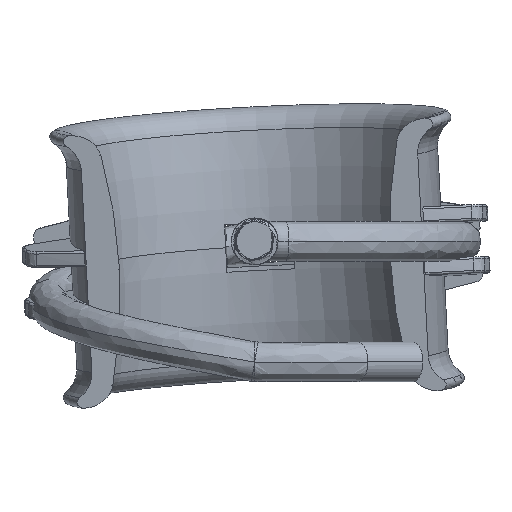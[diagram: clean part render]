
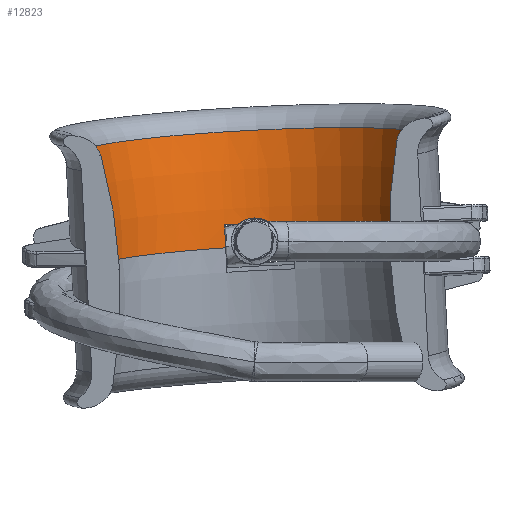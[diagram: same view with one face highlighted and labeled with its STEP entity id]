
A CAD part, front view. The second image highlights one B-rep face of the part: STEP entity #12823.
In plain terms, the highlighted toroidal (fillet/blend) face has major radius 103.012 mm and minor radius 81.712 mm.
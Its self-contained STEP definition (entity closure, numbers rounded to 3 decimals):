
#76 = DIRECTION ( 'NONE',  ( 0., 0., 1. ) ) ;
#525 = CARTESIAN_POINT ( 'NONE',  ( 0., -4.578, -4.929 ) ) ;
#1213 = CARTESIAN_POINT ( 'NONE',  ( -3.134, -4.371, 4.271 ) ) ;
#1573 = AXIS2_PLACEMENT_3D ( 'NONE', #12271, #18019, #13783 ) ;
#1668 = EDGE_CURVE ( 'NONE', #6268, #7266, #2519, .T. ) ;
#2130 = CARTESIAN_POINT ( 'NONE',  ( -15.68, -25.3, 0. ) ) ;
#2304 = ORIENTED_EDGE ( 'NONE', *, *, #7203, .T. ) ;
#2519 = B_SPLINE_CURVE_WITH_KNOTS ( 'NONE', 3,
 ( #4721, #6311, #7731, #4902 ),
 .UNSPECIFIED., .F., .F.,
 ( 4, 4 ),
 ( 0.018, 0.021 ),
 .UNSPECIFIED. ) ;
#2911 = CARTESIAN_POINT ( 'NONE',  ( -2.09, -4.412, 4.271 ) ) ;
#3158 = AXIS2_PLACEMENT_3D ( 'NONE', #5358, #5448, #16851 ) ;
#3321 = DIRECTION ( 'NONE',  ( -1., 0., 0. ) ) ;
#3423 = CIRCLE ( 'NONE', #11871, 21.36 ) ;
#3449 = B_SPLINE_CURVE_WITH_KNOTS ( 'NONE', 3,
 ( #1213, #2911, #4141, #8647 ),
 .UNSPECIFIED., .F., .F.,
 ( 4, 4 ),
 ( 0.015, 0.018 ),
 .UNSPECIFIED. ) ;
#3538 = DIRECTION ( 'NONE',  ( 0., 0., -1. ) ) ;
#3596 = CARTESIAN_POINT ( 'NONE',  ( 0., -25.3, -21.3 ) ) ;
#3870 = EDGE_CURVE ( 'NONE', #7266, #7178, #3423, .T. ) ;
#4141 = CARTESIAN_POINT ( 'NONE',  ( -1.046, -4.433, 4.271 ) ) ;
#4721 = CARTESIAN_POINT ( 'NONE',  ( 0., -4.578, -4.929 ) ) ;
#4902 = CARTESIAN_POINT ( 'NONE',  ( -3.134, -4.516, -4.929 ) ) ;
#5142 = DIRECTION ( 'NONE',  ( 0., 0., 1. ) ) ;
#5358 = CARTESIAN_POINT ( 'NONE',  ( 0., -25.3, 103.012 ) ) ;
#5448 = DIRECTION ( 'NONE',  ( 0., -1., 0. ) ) ;
#5490 = VERTEX_POINT ( 'NONE', #14271 ) ;
#6145 = CARTESIAN_POINT ( 'NONE',  ( -15.68, -25.3, 22.819 ) ) ;
#6268 = VERTEX_POINT ( 'NONE', #525 ) ;
#6311 = CARTESIAN_POINT ( 'NONE',  ( -1.043, -4.578, -4.929 ) ) ;
#6705 = ORIENTED_EDGE ( 'NONE', *, *, #14992, .F. ) ;
#6744 = VERTEX_POINT ( 'NONE', #12642 ) ;
#7086 = VERTEX_POINT ( 'NONE', #8186 ) ;
#7178 = VERTEX_POINT ( 'NONE', #13764 ) ;
#7203 = EDGE_CURVE ( 'NONE', #7178, #6744, #3449, .T. ) ;
#7266 = VERTEX_POINT ( 'NONE', #12904 ) ;
#7377 = CARTESIAN_POINT ( 'NONE',  ( 0., -25.3, 0. ) ) ;
#7731 = CARTESIAN_POINT ( 'NONE',  ( -2.088, -4.558, -4.929 ) ) ;
#7886 = ORIENTED_EDGE ( 'NONE', *, *, #3870, .T. ) ;
#8141 = CARTESIAN_POINT ( 'NONE',  ( -3.134, -25.3, 0. ) ) ;
#8186 = CARTESIAN_POINT ( 'NONE',  ( -15.68, -25.3, -22.819 ) ) ;
#8451 = EDGE_CURVE ( 'NONE', #7086, #12584, #9845, .T. ) ;
#8647 = CARTESIAN_POINT ( 'NONE',  ( 0., -4.433, 4.271 ) ) ;
#9567 = EDGE_LOOP ( 'NONE', ( #14162, #11698, #11336, #16925, #6705, #11365, #7886, #2304 ) ) ;
#9684 = CIRCLE ( 'NONE', #1573, 21.3 ) ;
#9845 = CIRCLE ( 'NONE', #16464, 81.712 ) ;
#10034 = EDGE_CURVE ( 'NONE', #11152, #7086, #13168, .T. ) ;
#10398 = FACE_OUTER_BOUND ( 'NONE', #9567, .T. ) ;
#11152 = VERTEX_POINT ( 'NONE', #6145 ) ;
#11336 = ORIENTED_EDGE ( 'NONE', *, *, #10034, .T. ) ;
#11365 = ORIENTED_EDGE ( 'NONE', *, *, #1668, .T. ) ;
#11698 = ORIENTED_EDGE ( 'NONE', *, *, #16223, .F. ) ;
#11871 = AXIS2_PLACEMENT_3D ( 'NONE', #8141, #18050, #3538 ) ;
#12271 = CARTESIAN_POINT ( 'NONE',  ( 0., -25.3, 0. ) ) ;
#12584 = VERTEX_POINT ( 'NONE', #3596 ) ;
#12607 = EDGE_CURVE ( 'NONE', #5490, #6744, #9684, .T. ) ;
#12642 = CARTESIAN_POINT ( 'NONE',  ( 0., -4.433, 4.271 ) ) ;
#12823 = ADVANCED_FACE ( 'NONE', ( #10398 ), #14807, .T. ) ;
#12904 = CARTESIAN_POINT ( 'NONE',  ( -3.134, -4.516, -4.929 ) ) ;
#13090 = CARTESIAN_POINT ( 'NONE',  ( 0., -25.3, 0. ) ) ;
#13168 = CIRCLE ( 'NONE', #16434, 22.819 ) ;
#13764 = CARTESIAN_POINT ( 'NONE',  ( -3.134, -4.371, 4.271 ) ) ;
#13783 = DIRECTION ( 'NONE',  ( 0., 0., 1. ) ) ;
#13997 = CIRCLE ( 'NONE', #3158, 81.712 ) ;
#14162 = ORIENTED_EDGE ( 'NONE', *, *, #12607, .F. ) ;
#14271 = CARTESIAN_POINT ( 'NONE',  ( 0., -25.3, 21.3 ) ) ;
#14687 = DIRECTION ( 'NONE',  ( 0., 1., 0. ) ) ;
#14731 = DIRECTION ( 'NONE',  ( 0., 0., 1. ) ) ;
#14807 = TOROIDAL_SURFACE ( 'NONE', #14858, 103.012, 81.712 ) ;
#14858 = AXIS2_PLACEMENT_3D ( 'NONE', #7377, #3321, #14731 ) ;
#14992 = EDGE_CURVE ( 'NONE', #6268, #12584, #15465, .T. ) ;
#15465 = CIRCLE ( 'NONE', #16664, 21.3 ) ;
#16105 = CARTESIAN_POINT ( 'NONE',  ( 0., -25.3, -103.012 ) ) ;
#16202 = DIRECTION ( 'NONE',  ( 0., 0., 1. ) ) ;
#16223 = EDGE_CURVE ( 'NONE', #11152, #5490, #13997, .T. ) ;
#16434 = AXIS2_PLACEMENT_3D ( 'NONE', #2130, #17967, #5142 ) ;
#16464 = AXIS2_PLACEMENT_3D ( 'NONE', #16105, #14687, #76 ) ;
#16664 = AXIS2_PLACEMENT_3D ( 'NONE', #13090, #17525, #16202 ) ;
#16851 = DIRECTION ( 'NONE',  ( 0., 0., -1. ) ) ;
#16925 = ORIENTED_EDGE ( 'NONE', *, *, #8451, .T. ) ;
#17525 = DIRECTION ( 'NONE',  ( -1., 0., 0. ) ) ;
#17967 = DIRECTION ( 'NONE',  ( -1., 0., 0. ) ) ;
#18019 = DIRECTION ( 'NONE',  ( -1., 0., 0. ) ) ;
#18050 = DIRECTION ( 'NONE',  ( 1., 0., 0. ) ) ;
